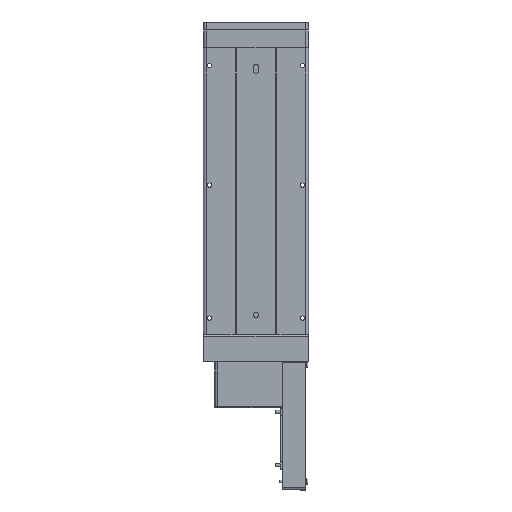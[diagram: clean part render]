
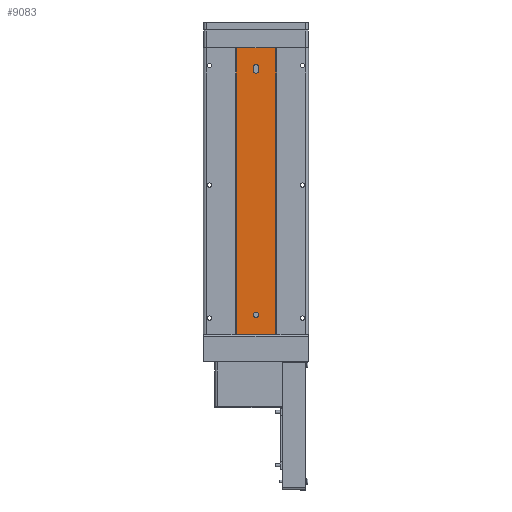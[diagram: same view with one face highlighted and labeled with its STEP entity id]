
A CAD part, front view. The second image highlights one B-rep face of the part: STEP entity #9083.
In plain terms, the highlighted planar face has unit normal (0, -1, 0).
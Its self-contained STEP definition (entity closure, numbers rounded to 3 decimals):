
#20 = PLANE ( 'NONE',  #9977 ) ;
#82 = CARTESIAN_POINT ( 'NONE',  ( -29.586, 1., 0. ) ) ;
#252 = DIRECTION ( 'NONE',  ( 0., -1., 0. ) ) ;
#263 = CARTESIAN_POINT ( 'NONE',  ( 0., 1., 402.5 ) ) ;
#302 = ORIENTED_EDGE ( 'NONE', *, *, #4124, .T. ) ;
#994 = CARTESIAN_POINT ( 'NONE',  ( 0., 1., 30. ) ) ;
#1145 = CARTESIAN_POINT ( 'NONE',  ( 4., 1., 397.5 ) ) ;
#1173 = DIRECTION ( 'NONE',  ( 1., 0., 0. ) ) ;
#1494 = EDGE_CURVE ( 'NONE', #5299, #2554, #3275, .T. ) ;
#1645 = CARTESIAN_POINT ( 'NONE',  ( -29.586, 1., 431.5 ) ) ;
#1835 = ORIENTED_EDGE ( 'NONE', *, *, #1494, .F. ) ;
#1871 = DIRECTION ( 'NONE',  ( 1., 0., 0. ) ) ;
#1951 = LINE ( 'NONE', #5756, #8694 ) ;
#2114 = EDGE_CURVE ( 'NONE', #9792, #9065, #10188, .T. ) ;
#2222 = EDGE_LOOP ( 'NONE', ( #10607, #8325, #6951, #302 ) ) ;
#2338 = EDGE_CURVE ( 'NONE', #4895, #11267, #1951, .T. ) ;
#2432 = FACE_OUTER_BOUND ( 'NONE', #2222, .T. ) ;
#2502 = DIRECTION ( 'NONE',  ( 0., 0., 1. ) ) ;
#2554 = VERTEX_POINT ( 'NONE', #6059 ) ;
#2562 = CARTESIAN_POINT ( 'NONE',  ( 4., 1., 402.5 ) ) ;
#2600 = EDGE_CURVE ( 'NONE', #3665, #8186, #6797, .T. ) ;
#2652 = DIRECTION ( 'NONE',  ( 0., 1., 0. ) ) ;
#2724 = VERTEX_POINT ( 'NONE', #2799 ) ;
#2799 = CARTESIAN_POINT ( 'NONE',  ( -29.586, 1., 431.5 ) ) ;
#2917 = VERTEX_POINT ( 'NONE', #9256 ) ;
#2952 = CARTESIAN_POINT ( 'NONE',  ( -4., 1., 402.5 ) ) ;
#3113 = CIRCLE ( 'NONE', #5079, 4. ) ;
#3173 = EDGE_LOOP ( 'NONE', ( #3213, #7110, #9134, #6826 ) ) ;
#3213 = ORIENTED_EDGE ( 'NONE', *, *, #2600, .F. ) ;
#3275 = CIRCLE ( 'NONE', #8376, 4. ) ;
#3665 = VERTEX_POINT ( 'NONE', #2952 ) ;
#3738 = VECTOR ( 'NONE', #2502, 1000. ) ;
#3940 = FACE_BOUND ( 'NONE', #3173, .T. ) ;
#3985 = CARTESIAN_POINT ( 'NONE',  ( -29.586, 1., 431.5 ) ) ;
#4124 = EDGE_CURVE ( 'NONE', #2724, #2917, #9935, .T. ) ;
#4136 = VECTOR ( 'NONE', #4376, 1000. ) ;
#4266 = DIRECTION ( 'NONE',  ( 1., 0., 0. ) ) ;
#4376 = DIRECTION ( 'NONE',  ( 0., 0., -1. ) ) ;
#4700 = DIRECTION ( 'NONE',  ( 1., 0., 0. ) ) ;
#4722 = CARTESIAN_POINT ( 'NONE',  ( 29.586, 1., 0. ) ) ;
#4895 = VERTEX_POINT ( 'NONE', #10839 ) ;
#4924 = DIRECTION ( 'NONE',  ( 0., 0., -1. ) ) ;
#5079 = AXIS2_PLACEMENT_3D ( 'NONE', #5559, #252, #6445 ) ;
#5209 = EDGE_CURVE ( 'NONE', #2917, #11267, #7218, .T. ) ;
#5282 = CARTESIAN_POINT ( 'NONE',  ( -4., 1., 402.5 ) ) ;
#5299 = VERTEX_POINT ( 'NONE', #10713 ) ;
#5559 = CARTESIAN_POINT ( 'NONE',  ( 0., 1., 397.5 ) ) ;
#5756 = CARTESIAN_POINT ( 'NONE',  ( 29.586, 1., 431.5 ) ) ;
#5767 = EDGE_LOOP ( 'NONE', ( #1835, #10869 ) ) ;
#6040 = EDGE_CURVE ( 'NONE', #2724, #4895, #7722, .T. ) ;
#6059 = CARTESIAN_POINT ( 'NONE',  ( -4., 1., 30. ) ) ;
#6209 = DIRECTION ( 'NONE',  ( -1., 0., 0. ) ) ;
#6290 = DIRECTION ( 'NONE',  ( 1., 0., 0. ) ) ;
#6445 = DIRECTION ( 'NONE',  ( 1., 0., 0. ) ) ;
#6461 = DIRECTION ( 'NONE',  ( 0., -1., 0. ) ) ;
#6516 = CARTESIAN_POINT ( 'NONE',  ( 0., 1., 30. ) ) ;
#6653 = VECTOR ( 'NONE', #6290, 1000. ) ;
#6685 = DIRECTION ( 'NONE',  ( 0., 0., -1. ) ) ;
#6797 = LINE ( 'NONE', #5282, #4136 ) ;
#6826 = ORIENTED_EDGE ( 'NONE', *, *, #9233, .F. ) ;
#6951 = ORIENTED_EDGE ( 'NONE', *, *, #6040, .F. ) ;
#7110 = ORIENTED_EDGE ( 'NONE', *, *, #8652, .F. ) ;
#7181 = DIRECTION ( 'NONE',  ( 0., -1., 0. ) ) ;
#7218 = LINE ( 'NONE', #82, #6653 ) ;
#7649 = VECTOR ( 'NONE', #6685, 1000. ) ;
#7722 = LINE ( 'NONE', #1645, #10017 ) ;
#7798 = CARTESIAN_POINT ( 'NONE',  ( 4., 1., 402.5 ) ) ;
#8095 = AXIS2_PLACEMENT_3D ( 'NONE', #263, #6461, #1173 ) ;
#8186 = VERTEX_POINT ( 'NONE', #8722 ) ;
#8325 = ORIENTED_EDGE ( 'NONE', *, *, #2338, .F. ) ;
#8376 = AXIS2_PLACEMENT_3D ( 'NONE', #6516, #9061, #4700 ) ;
#8652 = EDGE_CURVE ( 'NONE', #9065, #3665, #10931, .T. ) ;
#8694 = VECTOR ( 'NONE', #4924, 1000. ) ;
#8718 = CIRCLE ( 'NONE', #11276, 4. ) ;
#8722 = CARTESIAN_POINT ( 'NONE',  ( -4., 1., 397.5 ) ) ;
#9061 = DIRECTION ( 'NONE',  ( 0., -1., 0. ) ) ;
#9065 = VERTEX_POINT ( 'NONE', #2562 ) ;
#9083 = ADVANCED_FACE ( 'NONE', ( #3940, #10658, #2432 ), #20, .F. ) ;
#9134 = ORIENTED_EDGE ( 'NONE', *, *, #2114, .F. ) ;
#9233 = EDGE_CURVE ( 'NONE', #8186, #9792, #3113, .T. ) ;
#9256 = CARTESIAN_POINT ( 'NONE',  ( -29.586, 1., 0. ) ) ;
#9668 = EDGE_CURVE ( 'NONE', #2554, #5299, #8718, .T. ) ;
#9792 = VERTEX_POINT ( 'NONE', #1145 ) ;
#9935 = LINE ( 'NONE', #3985, #7649 ) ;
#9977 = AXIS2_PLACEMENT_3D ( 'NONE', #10536, #2652, #6209 ) ;
#10017 = VECTOR ( 'NONE', #4266, 1000. ) ;
#10188 = LINE ( 'NONE', #7798, #3738 ) ;
#10536 = CARTESIAN_POINT ( 'NONE',  ( -29.586, 1., 431.5 ) ) ;
#10607 = ORIENTED_EDGE ( 'NONE', *, *, #5209, .T. ) ;
#10658 = FACE_BOUND ( 'NONE', #5767, .T. ) ;
#10713 = CARTESIAN_POINT ( 'NONE',  ( 4., 1., 30. ) ) ;
#10839 = CARTESIAN_POINT ( 'NONE',  ( 29.586, 1., 431.5 ) ) ;
#10869 = ORIENTED_EDGE ( 'NONE', *, *, #9668, .F. ) ;
#10931 = CIRCLE ( 'NONE', #8095, 4. ) ;
#11267 = VERTEX_POINT ( 'NONE', #4722 ) ;
#11276 = AXIS2_PLACEMENT_3D ( 'NONE', #994, #7181, #1871 ) ;
